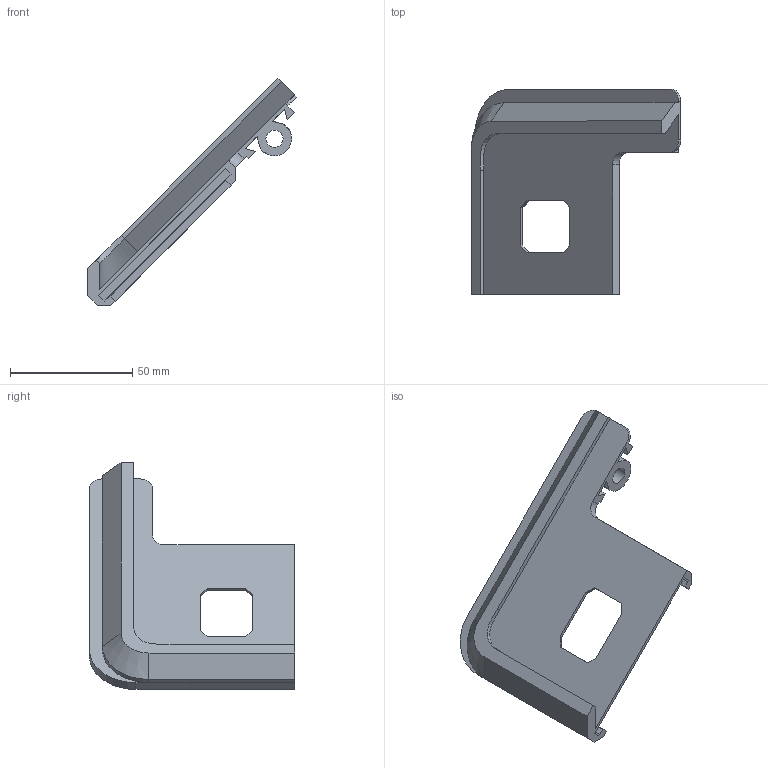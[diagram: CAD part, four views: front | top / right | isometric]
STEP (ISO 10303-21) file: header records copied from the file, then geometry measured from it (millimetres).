
FILE_DESCRIPTION( ( '' ), ' ' );
FILE_NAME( '5eac3e83a92953155a811799.step', '2020-05-01T15:21:39', ( '' ), ( '' ), ' ', ' ', ' ' );
FILE_SCHEMA( ( 'AUTOMOTIVE_DESIGN { 1 0 10303 214 1 1 1 1 }' ) );
Length unit declared in the file: metre
Products named in the file (1): DBS16 - Center Camera Phone Mount
Bounding box: 85.67 x 84.01 x 92.95 mm (x, y, z)
Volume: 32119.5 mm3; surface area: 24346.3 mm2
Topology: 1 solids, 1 shells, 74 faces, 208 edges, 136 vertices
Faces by surface type: plane 60, cylinder 11, extrusion 1, cone 1, bspline 1
Full cylindrical faces by diameter (mm): 7.01 x1
Entity records: 3111 total; most frequent: CARTESIAN_POINT 580, ORIENTED_EDGE 414, DIRECTION 372, EDGE_CURVE 207, VECTOR 180, LINE 179, VERTEX_POINT 136, AXIS2_PLACEMENT_3D 96
